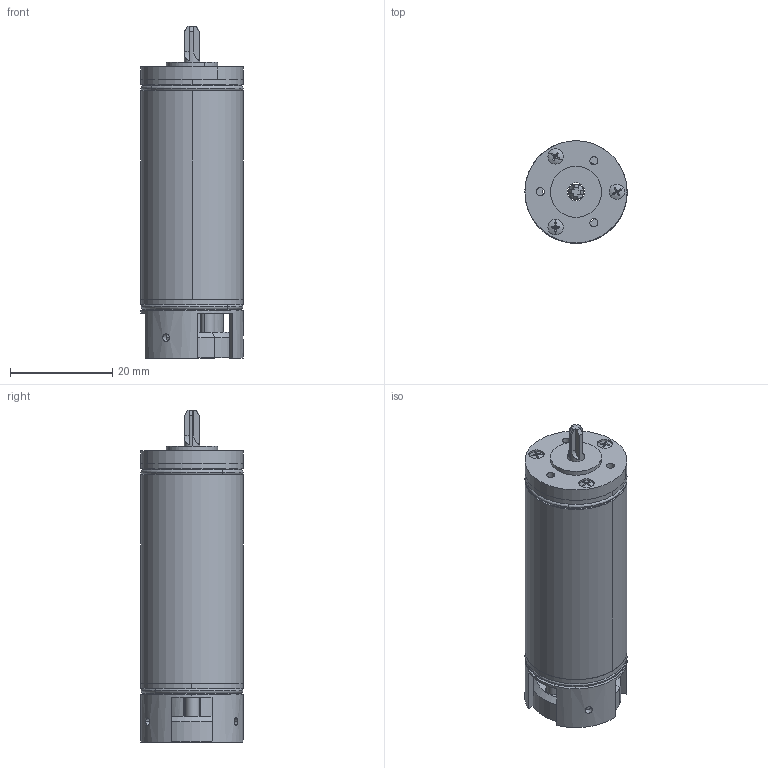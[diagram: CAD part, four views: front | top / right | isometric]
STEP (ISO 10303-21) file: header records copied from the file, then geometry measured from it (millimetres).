
FILE_DESCRIPTION (( 'STEP AP203' ), '1' );
FILE_NAME ('ECH2057L.STEP', '2016-12-27T03:12:03', ( 'Sky123.Org' ), ( 'Sky123.Org' ), 'SwSTEP 2.0', 'SolidWorks 2013', '' );
FILE_SCHEMA (( 'CONFIG_CONTROL_DESIGN' ));
Length unit declared in the file: millimetre
Products named in the file (9): 01.10.0036 粣; 01.20.0001 傷赽釱; 諉盄翐; 01.05.0007 O型圈; GB／T820-2000十字槽半沉头螺钉M2×5; 01.07.0021 儂褲; ECH2057L; 01.01.0074 ヶ傷裔; 01.02.0016 綴傷裔
Assembly tree (13 placements, depth 2):
  ECH2057L
    01.07.0021 儂褲
    01.01.0074 ヶ傷裔
    01.02.0016 綴傷裔
    01.10.0036 粣
    01.20.0001 傷赽釱
    諉盄翐  x3
    01.05.0007 O型圈  x2
    GB／T820-2000十字槽半沉头螺钉M2×5  x3
Bounding box: 20 x 20 x 65 mm (x, y, z)
Volume: 6493 mm3; surface area: 11650.5 mm2
Topology: 13 solids, 13 shells, 312 faces, 744 edges, 467 vertices
Faces by surface type: cylinder 151, plane 102, cone 37, torus 16, sphere 6
Entity records: 8612 total; most frequent: CARTESIAN_POINT 1491, DIRECTION 1401, ORIENTED_EDGE 1184, EDGE_CURVE 592, AXIS2_PLACEMENT_3D 591, VERTEX_POINT 381, CIRCLE 337, EDGE_LOOP 297
